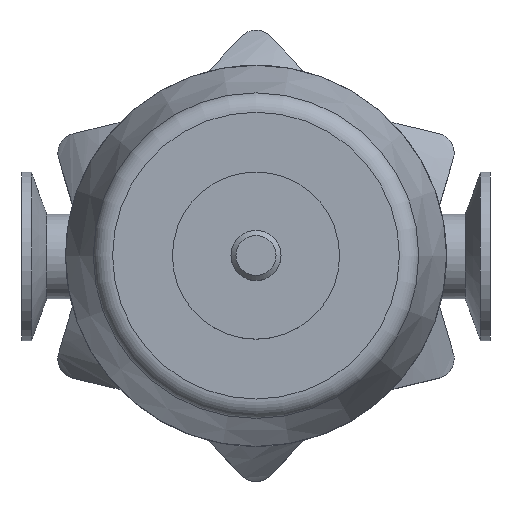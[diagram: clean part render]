
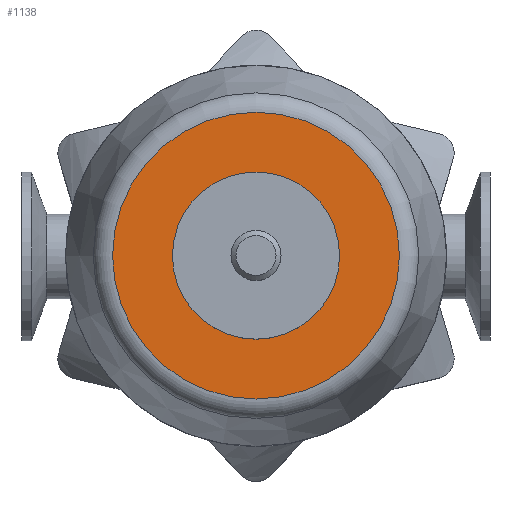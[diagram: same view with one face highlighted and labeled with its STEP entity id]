
A CAD part, top view. The second image highlights one B-rep face of the part: STEP entity #1138.
In plain terms, the highlighted planar face has unit normal (0, 0, 1).
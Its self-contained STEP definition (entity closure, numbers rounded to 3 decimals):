
#41=FACE_BOUND('',#191,.T.);
#66=PLANE('',#1255);
#113=FACE_OUTER_BOUND('',#190,.T.);
#190=EDGE_LOOP('',(#884));
#191=EDGE_LOOP('',(#885));
#267=CIRCLE('',#1254,42.895);
#268=CIRCLE('',#1256,25.);
#538=VERTEX_POINT('',#2243);
#539=VERTEX_POINT('',#2247);
#669=EDGE_CURVE('',#538,#538,#267,.T.);
#670=EDGE_CURVE('',#539,#539,#268,.T.);
#884=ORIENTED_EDGE('',*,*,#669,.F.);
#885=ORIENTED_EDGE('',*,*,#670,.T.);
#1138=ADVANCED_FACE('',(#113,#41),#66,.T.);
#1254=AXIS2_PLACEMENT_3D('',#2245,#1498,#1499);
#1255=AXIS2_PLACEMENT_3D('',#2246,#1500,#1501);
#1256=AXIS2_PLACEMENT_3D('',#2248,#1502,#1503);
#1498=DIRECTION('center_axis',(0.,0.,-1.));
#1499=DIRECTION('ref_axis',(1.,0.,0.));
#1500=DIRECTION('center_axis',(0.,0.,1.));
#1501=DIRECTION('ref_axis',(1.,0.,0.));
#1502=DIRECTION('center_axis',(0.,0.,-1.));
#1503=DIRECTION('ref_axis',(-1.,0.,0.));
#2243=CARTESIAN_POINT('',(42.895,0.,154.9));
#2245=CARTESIAN_POINT('Origin',(0.,0.,154.9));
#2246=CARTESIAN_POINT('Origin',(-36.25,0.,154.9));
#2247=CARTESIAN_POINT('',(25.,0.,154.9));
#2248=CARTESIAN_POINT('Origin',(0.,0.,154.9));
